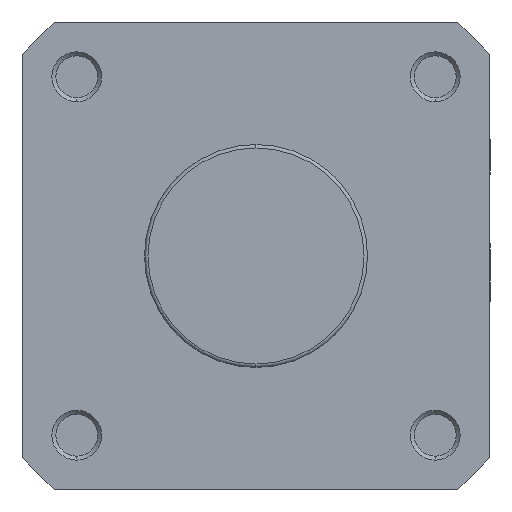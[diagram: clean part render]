
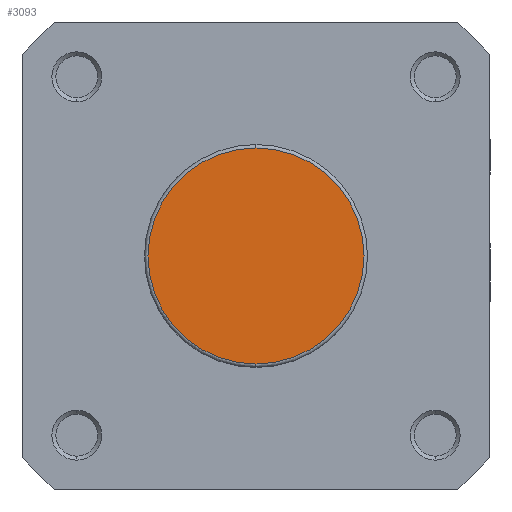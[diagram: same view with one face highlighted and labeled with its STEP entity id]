
A CAD part, left-side view. The second image highlights one B-rep face of the part: STEP entity #3093.
In plain terms, the highlighted planar face has unit normal (-1, 0, 0).
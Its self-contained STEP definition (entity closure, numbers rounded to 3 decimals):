
#185 = CARTESIAN_POINT ( 'NONE',  ( 0., 0., 21.7 ) ) ;
#227 = VERTEX_POINT ( 'NONE', #185 ) ;
#361 = VERTEX_POINT ( 'NONE', #979 ) ;
#927 = FACE_OUTER_BOUND ( 'NONE', #4638, .T. ) ;
#979 = CARTESIAN_POINT ( 'NONE',  ( 0., 0., -21.7 ) ) ;
#1884 = CARTESIAN_POINT ( 'NONE',  ( 0., 22.4, 0. ) ) ;
#1885 = PLANE ( 'NONE',  #3608 ) ;
#1886 = DIRECTION ( 'NONE',  ( 1., 0., 0. ) ) ;
#1887 = DIRECTION ( 'NONE',  ( 0., 0., -1. ) ) ;
#3093 = ADVANCED_FACE ( 'NONE', ( #927 ), #1885, .F. ) ;
#3269 = AXIS2_PLACEMENT_3D ( 'NONE', #4983, #4984, #4985 ) ;
#3279 = AXIS2_PLACEMENT_3D ( 'NONE', #5038, #5044, #5045 ) ;
#3608 = AXIS2_PLACEMENT_3D ( 'NONE', #1884, #1886, #1887 ) ;
#3901 = EDGE_CURVE ( 'NONE', #361, #227, #5424, .T. ) ;
#3923 = EDGE_CURVE ( 'NONE', #227, #361, #5454, .T. ) ;
#4189 = ORIENTED_EDGE ( 'NONE', *, *, #3901, .T. ) ;
#4255 = ORIENTED_EDGE ( 'NONE', *, *, #3923, .T. ) ;
#4638 = EDGE_LOOP ( 'NONE', ( #4189, #4255 ) ) ;
#4983 = CARTESIAN_POINT ( 'NONE',  ( 0., 0., 0. ) ) ;
#4984 = DIRECTION ( 'NONE',  ( -1., 0., 0. ) ) ;
#4985 = DIRECTION ( 'NONE',  ( 0., 0., -1. ) ) ;
#5038 = CARTESIAN_POINT ( 'NONE',  ( 0., 0., 0. ) ) ;
#5044 = DIRECTION ( 'NONE',  ( -1., 0., 0. ) ) ;
#5045 = DIRECTION ( 'NONE',  ( 0., 0., -1. ) ) ;
#5424 = CIRCLE ( 'NONE', #3269, 21.7 ) ;
#5454 = CIRCLE ( 'NONE', #3279, 21.7 ) ;
